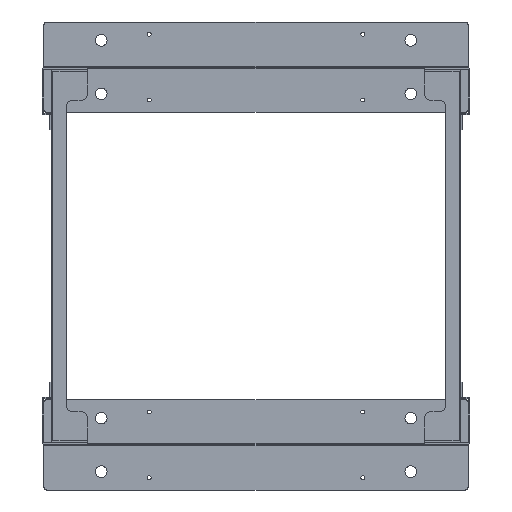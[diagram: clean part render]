
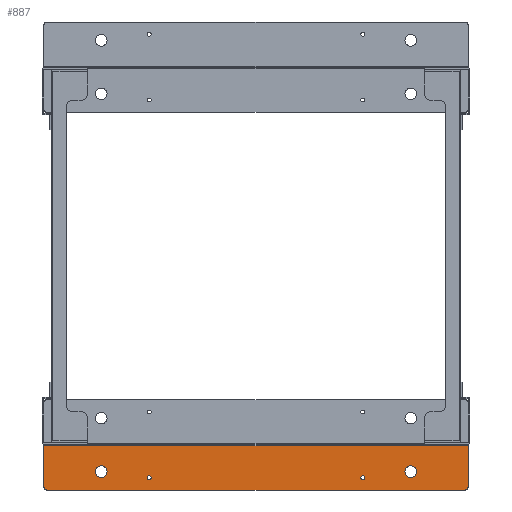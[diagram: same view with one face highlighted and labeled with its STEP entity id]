
A CAD part, front view. The second image highlights one B-rep face of the part: STEP entity #887.
In plain terms, the highlighted planar face has unit normal (0, -1, 0).
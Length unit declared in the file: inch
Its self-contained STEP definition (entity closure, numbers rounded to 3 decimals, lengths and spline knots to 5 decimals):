
#186 = CARTESIAN_POINT ( 'NONE',  ( 2.16535, 0., -6.87992 ) ) ;
#565 = CARTESIAN_POINT ( 'NONE',  ( 1.77165, 0., 9.95866 ) ) ;
#680 = CIRCLE ( 'NONE', #22874, 0.19685 ) ;
#857 = EDGE_LOOP ( 'NONE', ( #13364, #7961 ) ) ;
#887 = ADVANCED_FACE ( 'NONE', ( #11302, #22785, #5289, #19194, #5414 ), #18680, .F. ) ;
#1057 = EDGE_CURVE ( 'NONE', #6472, #7822, #9633, .T. ) ;
#1405 = DIRECTION ( 'NONE',  ( 0., 1., 0. ) ) ;
#1543 = AXIS2_PLACEMENT_3D ( 'NONE', #13412, #21280, #19093 ) ;
#1545 = DIRECTION ( 'NONE',  ( 0., 0., 1. ) ) ;
#1915 = VERTEX_POINT ( 'NONE', #13449 ) ;
#1981 = CIRCLE ( 'NONE', #7312, 0.375 ) ;
#2036 = EDGE_CURVE ( 'NONE', #1915, #2780, #20643, .T. ) ;
#2054 = EDGE_LOOP ( 'NONE', ( #10166, #25028 ) ) ;
#2124 = EDGE_LOOP ( 'NONE', ( #20722, #7940, #4649, #19246, #21461, #4687 ) ) ;
#2392 = DIRECTION ( 'NONE',  ( 0., 0., 1. ) ) ;
#2588 = CARTESIAN_POINT ( 'NONE',  ( 2.95276, 0., 13.65157 ) ) ;
#2780 = VERTEX_POINT ( 'NONE', #25319 ) ;
#3151 = CARTESIAN_POINT ( 'NONE',  ( 2.95276, 0., -13.45472 ) ) ;
#3365 = CARTESIAN_POINT ( 'NONE',  ( 1.77165, 0., 9.95866 ) ) ;
#3490 = CARTESIAN_POINT ( 'NONE',  ( 2.16535, 0., 6.87992 ) ) ;
#3673 = CIRCLE ( 'NONE', #6960, 0.375 ) ;
#3911 = EDGE_CURVE ( 'NONE', #24111, #5038, #10020, .T. ) ;
#4205 = EDGE_LOOP ( 'NONE', ( #9551, #18939 ) ) ;
#4428 = CIRCLE ( 'NONE', #23735, 0.375 ) ;
#4441 = DIRECTION ( 'NONE',  ( 0., 1., 0. ) ) ;
#4523 = AXIS2_PLACEMENT_3D ( 'NONE', #3490, #15197, #20876 ) ;
#4548 = DIRECTION ( 'NONE',  ( 0., 0., -1. ) ) ;
#4568 = CARTESIAN_POINT ( 'NONE',  ( 2.16535, 0., 6.75197 ) ) ;
#4575 = DIRECTION ( 'NONE',  ( 0., 0., 1. ) ) ;
#4649 = ORIENTED_EDGE ( 'NONE', *, *, #17152, .F. ) ;
#4669 = DIRECTION ( 'NONE',  ( 0., 0., 1. ) ) ;
#4687 = ORIENTED_EDGE ( 'NONE', *, *, #3911, .F. ) ;
#5005 = CARTESIAN_POINT ( 'NONE',  ( 0.09843, 0., -13.65157 ) ) ;
#5038 = VERTEX_POINT ( 'NONE', #3151 ) ;
#5040 = CARTESIAN_POINT ( 'NONE',  ( 1.77165, 0., -10.33366 ) ) ;
#5289 = FACE_BOUND ( 'NONE', #2054, .T. ) ;
#5295 = VERTEX_POINT ( 'NONE', #15731 ) ;
#5380 = EDGE_CURVE ( 'NONE', #23094, #17073, #19047, .T. ) ;
#5414 = FACE_BOUND ( 'NONE', #857, .T. ) ;
#5419 = CARTESIAN_POINT ( 'NONE',  ( 2.16535, 0., 7.00787 ) ) ;
#6051 = DIRECTION ( 'NONE',  ( 0., 0., -1. ) ) ;
#6059 = VECTOR ( 'NONE', #8311, 39.37008 ) ;
#6236 = CARTESIAN_POINT ( 'NONE',  ( 2.75591, 0., 13.45472 ) ) ;
#6472 = VERTEX_POINT ( 'NONE', #9556 ) ;
#6501 = CARTESIAN_POINT ( 'NONE',  ( 1.77165, 0., -9.95866 ) ) ;
#6515 = AXIS2_PLACEMENT_3D ( 'NONE', #16130, #22192, #4548 ) ;
#6892 = CIRCLE ( 'NONE', #21290, 0.12795 ) ;
#6960 = AXIS2_PLACEMENT_3D ( 'NONE', #6501, #22217, #4575 ) ;
#7017 = VECTOR ( 'NONE', #21626, 39.37008 ) ;
#7312 = AXIS2_PLACEMENT_3D ( 'NONE', #3365, #1405, #24969 ) ;
#7822 = VERTEX_POINT ( 'NONE', #15042 ) ;
#7940 = ORIENTED_EDGE ( 'NONE', *, *, #1057, .F. ) ;
#7961 = ORIENTED_EDGE ( 'NONE', *, *, #18859, .T. ) ;
#7981 = VECTOR ( 'NONE', #10778, 39.37008 ) ;
#8088 = CARTESIAN_POINT ( 'NONE',  ( 0.11024, 0., 13.65157 ) ) ;
#8311 = DIRECTION ( 'NONE',  ( 0., 0., 1. ) ) ;
#8957 = CARTESIAN_POINT ( 'NONE',  ( 2.16535, 0., -7.00787 ) ) ;
#9551 = ORIENTED_EDGE ( 'NONE', *, *, #13072, .T. ) ;
#9556 = CARTESIAN_POINT ( 'NONE',  ( 0.11024, 0., 13.65157 ) ) ;
#9633 = LINE ( 'NONE', #8088, #7017 ) ;
#9642 = VERTEX_POINT ( 'NONE', #8957 ) ;
#10020 = LINE ( 'NONE', #2588, #14137 ) ;
#10166 = ORIENTED_EDGE ( 'NONE', *, *, #2036, .T. ) ;
#10338 = CARTESIAN_POINT ( 'NONE',  ( 2.95276, 0., 13.45472 ) ) ;
#10419 = CARTESIAN_POINT ( 'NONE',  ( 2.16535, 0., -6.87992 ) ) ;
#10778 = DIRECTION ( 'NONE',  ( -1., 0., 0. ) ) ;
#11302 = FACE_OUTER_BOUND ( 'NONE', #2124, .T. ) ;
#12281 = DIRECTION ( 'NONE',  ( 0., 0., -1. ) ) ;
#12283 = DIRECTION ( 'NONE',  ( 0., 1., 0. ) ) ;
#12314 = CIRCLE ( 'NONE', #4523, 0.12795 ) ;
#12567 = EDGE_CURVE ( 'NONE', #20572, #19072, #4428, .T. ) ;
#12611 = DIRECTION ( 'NONE',  ( 0., 0., -1. ) ) ;
#12816 = CARTESIAN_POINT ( 'NONE',  ( 0.11024, 0., 13.65157 ) ) ;
#13072 = EDGE_CURVE ( 'NONE', #9642, #5295, #6892, .T. ) ;
#13251 = EDGE_CURVE ( 'NONE', #2780, #1915, #1981, .T. ) ;
#13257 = CARTESIAN_POINT ( 'NONE',  ( 0., 0., 13.65157 ) ) ;
#13364 = ORIENTED_EDGE ( 'NONE', *, *, #22188, .T. ) ;
#13412 = CARTESIAN_POINT ( 'NONE',  ( 2.75591, 0., -13.45472 ) ) ;
#13449 = CARTESIAN_POINT ( 'NONE',  ( 1.77165, 0., 10.33366 ) ) ;
#13468 = CIRCLE ( 'NONE', #1543, 0.19685 ) ;
#14137 = VECTOR ( 'NONE', #6051, 39.37008 ) ;
#14372 = CARTESIAN_POINT ( 'NONE',  ( 0.11024, 0., -13.65157 ) ) ;
#14800 = DIRECTION ( 'NONE',  ( 0., 1., 0. ) ) ;
#15042 = CARTESIAN_POINT ( 'NONE',  ( 2.75591, 0., 13.65157 ) ) ;
#15197 = DIRECTION ( 'NONE',  ( 0., 1., 0. ) ) ;
#15544 = CIRCLE ( 'NONE', #6515, 0.12795 ) ;
#15731 = CARTESIAN_POINT ( 'NONE',  ( 2.16535, 0., -6.75197 ) ) ;
#15738 = EDGE_CURVE ( 'NONE', #5295, #9642, #24662, .T. ) ;
#16130 = CARTESIAN_POINT ( 'NONE',  ( 2.16535, 0., 6.87992 ) ) ;
#17073 = VERTEX_POINT ( 'NONE', #14372 ) ;
#17152 = EDGE_CURVE ( 'NONE', #17073, #6472, #22609, .T. ) ;
#18548 = EDGE_CURVE ( 'NONE', #19072, #20572, #3673, .T. ) ;
#18680 = PLANE ( 'NONE',  #19771 ) ;
#18859 = EDGE_CURVE ( 'NONE', #22175, #21677, #15544, .T. ) ;
#18939 = ORIENTED_EDGE ( 'NONE', *, *, #15738, .T. ) ;
#19046 = ORIENTED_EDGE ( 'NONE', *, *, #12567, .T. ) ;
#19047 = LINE ( 'NONE', #5005, #7981 ) ;
#19072 = VERTEX_POINT ( 'NONE', #5040 ) ;
#19093 = DIRECTION ( 'NONE',  ( 0., 0., -1. ) ) ;
#19194 = FACE_BOUND ( 'NONE', #4205, .T. ) ;
#19246 = ORIENTED_EDGE ( 'NONE', *, *, #5380, .F. ) ;
#19771 = AXIS2_PLACEMENT_3D ( 'NONE', #13257, #24608, #1545 ) ;
#20220 = EDGE_CURVE ( 'NONE', #7822, #24111, #680, .T. ) ;
#20382 = DIRECTION ( 'NONE',  ( 0., 1., 0. ) ) ;
#20526 = DIRECTION ( 'NONE',  ( 0., 0., -1. ) ) ;
#20572 = VERTEX_POINT ( 'NONE', #23463 ) ;
#20643 = CIRCLE ( 'NONE', #25145, 0.375 ) ;
#20722 = ORIENTED_EDGE ( 'NONE', *, *, #20220, .F. ) ;
#20876 = DIRECTION ( 'NONE',  ( 0., 0., -1. ) ) ;
#21280 = DIRECTION ( 'NONE',  ( 0., 1., 0. ) ) ;
#21290 = AXIS2_PLACEMENT_3D ( 'NONE', #10419, #14800, #12611 ) ;
#21461 = ORIENTED_EDGE ( 'NONE', *, *, #24442, .F. ) ;
#21626 = DIRECTION ( 'NONE',  ( 1., 0., 0. ) ) ;
#21677 = VERTEX_POINT ( 'NONE', #4568 ) ;
#21853 = AXIS2_PLACEMENT_3D ( 'NONE', #186, #4441, #12281 ) ;
#22175 = VERTEX_POINT ( 'NONE', #5419 ) ;
#22188 = EDGE_CURVE ( 'NONE', #21677, #22175, #12314, .T. ) ;
#22192 = DIRECTION ( 'NONE',  ( 0., 1., 0. ) ) ;
#22217 = DIRECTION ( 'NONE',  ( 0., 1., 0. ) ) ;
#22363 = CARTESIAN_POINT ( 'NONE',  ( 2.75591, 0., -13.65157 ) ) ;
#22516 = EDGE_LOOP ( 'NONE', ( #19046, #24153 ) ) ;
#22609 = LINE ( 'NONE', #12816, #6059 ) ;
#22785 = FACE_BOUND ( 'NONE', #22516, .T. ) ;
#22874 = AXIS2_PLACEMENT_3D ( 'NONE', #6236, #24134, #20526 ) ;
#23094 = VERTEX_POINT ( 'NONE', #22363 ) ;
#23463 = CARTESIAN_POINT ( 'NONE',  ( 1.77165, 0., -9.58366 ) ) ;
#23735 = AXIS2_PLACEMENT_3D ( 'NONE', #24370, #20382, #4669 ) ;
#24111 = VERTEX_POINT ( 'NONE', #10338 ) ;
#24134 = DIRECTION ( 'NONE',  ( 0., 1., 0. ) ) ;
#24153 = ORIENTED_EDGE ( 'NONE', *, *, #18548, .T. ) ;
#24370 = CARTESIAN_POINT ( 'NONE',  ( 1.77165, 0., -9.95866 ) ) ;
#24442 = EDGE_CURVE ( 'NONE', #5038, #23094, #13468, .T. ) ;
#24608 = DIRECTION ( 'NONE',  ( 0., 1., 0. ) ) ;
#24662 = CIRCLE ( 'NONE', #21853, 0.12795 ) ;
#24969 = DIRECTION ( 'NONE',  ( 0., 0., 1. ) ) ;
#25028 = ORIENTED_EDGE ( 'NONE', *, *, #13251, .T. ) ;
#25145 = AXIS2_PLACEMENT_3D ( 'NONE', #565, #12283, #2392 ) ;
#25319 = CARTESIAN_POINT ( 'NONE',  ( 1.77165, 0., 9.58366 ) ) ;
